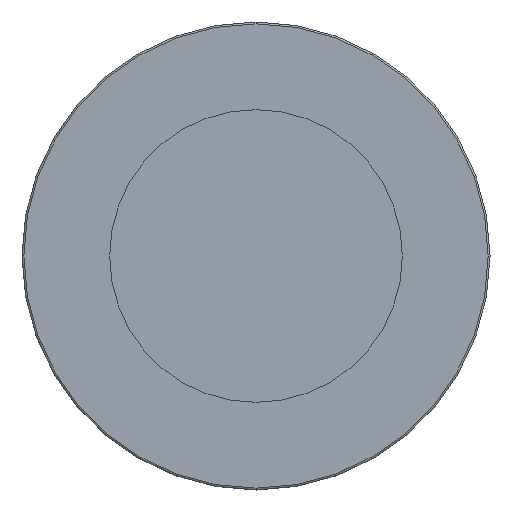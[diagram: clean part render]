
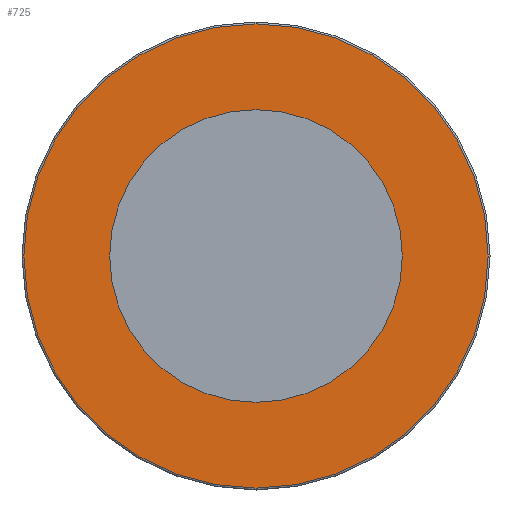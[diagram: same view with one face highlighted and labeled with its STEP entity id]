
A CAD part, front view. The second image highlights one B-rep face of the part: STEP entity #725.
In plain terms, the highlighted planar face has unit normal (0, -1, 0).
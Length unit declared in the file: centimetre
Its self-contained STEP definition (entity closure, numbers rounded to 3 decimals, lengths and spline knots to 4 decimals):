
#85 = DIRECTION ( 'NONE',  ( 0., 0., 1. ) ) ;
#262 = DIRECTION ( 'NONE',  ( 0., 0., 1. ) ) ;
#310 = VERTEX_POINT ( 'NONE', #2354 ) ;
#438 = AXIS2_PLACEMENT_3D ( 'NONE', #1806, #1045, #2442 ) ;
#468 = FACE_BOUND ( 'NONE', #971, .T. ) ;
#480 = CARTESIAN_POINT ( 'NONE',  ( 0., 4.72, 0. ) ) ;
#487 = CARTESIAN_POINT ( 'NONE',  ( 0., 4.72, 3.94 ) ) ;
#628 = ORIENTED_EDGE ( 'NONE', *, *, #860, .T. ) ;
#629 = DIRECTION ( 'NONE',  ( 0., 1., 0. ) ) ;
#713 = DIRECTION ( 'NONE',  ( 0., 0., 1. ) ) ;
#725 = ADVANCED_FACE ( 'NONE', ( #2395, #468 ), #1419, .F. ) ;
#760 = DIRECTION ( 'NONE',  ( 0., 1., 0. ) ) ;
#841 = CARTESIAN_POINT ( 'NONE',  ( 0., 4.72, -6.25 ) ) ;
#860 = EDGE_CURVE ( 'NONE', #310, #1123, #1376, .T. ) ;
#921 = AXIS2_PLACEMENT_3D ( 'NONE', #1881, #2301, #85 ) ;
#971 = EDGE_LOOP ( 'NONE', ( #628, #1060 ) ) ;
#983 = EDGE_CURVE ( 'NONE', #1885, #1557, #1133, .T. ) ;
#997 = CARTESIAN_POINT ( 'NONE',  ( 0., 4.72, 0. ) ) ;
#1045 = DIRECTION ( 'NONE',  ( 0., -1., 0. ) ) ;
#1048 = CIRCLE ( 'NONE', #438, 6.25 ) ;
#1060 = ORIENTED_EDGE ( 'NONE', *, *, #2172, .T. ) ;
#1123 = VERTEX_POINT ( 'NONE', #487 ) ;
#1133 = CIRCLE ( 'NONE', #1380, 6.25 ) ;
#1144 = EDGE_CURVE ( 'NONE', #1557, #1885, #1048, .T. ) ;
#1150 = EDGE_LOOP ( 'NONE', ( #2283, #1518 ) ) ;
#1376 = CIRCLE ( 'NONE', #921, 3.94 ) ;
#1380 = AXIS2_PLACEMENT_3D ( 'NONE', #480, #2484, #713 ) ;
#1419 = PLANE ( 'NONE',  #2291 ) ;
#1518 = ORIENTED_EDGE ( 'NONE', *, *, #983, .T. ) ;
#1546 = DIRECTION ( 'NONE',  ( 0., 0., 1. ) ) ;
#1557 = VERTEX_POINT ( 'NONE', #1651 ) ;
#1612 = AXIS2_PLACEMENT_3D ( 'NONE', #2353, #760, #1546 ) ;
#1651 = CARTESIAN_POINT ( 'NONE',  ( 0., 4.72, 6.25 ) ) ;
#1806 = CARTESIAN_POINT ( 'NONE',  ( 0., 4.72, 0. ) ) ;
#1881 = CARTESIAN_POINT ( 'NONE',  ( 0., 4.72, 0. ) ) ;
#1885 = VERTEX_POINT ( 'NONE', #841 ) ;
#2172 = EDGE_CURVE ( 'NONE', #1123, #310, #2488, .T. ) ;
#2283 = ORIENTED_EDGE ( 'NONE', *, *, #1144, .T. ) ;
#2291 = AXIS2_PLACEMENT_3D ( 'NONE', #997, #629, #262 ) ;
#2301 = DIRECTION ( 'NONE',  ( 0., 1., 0. ) ) ;
#2353 = CARTESIAN_POINT ( 'NONE',  ( 0., 4.72, 0. ) ) ;
#2354 = CARTESIAN_POINT ( 'NONE',  ( 0., 4.72, -3.94 ) ) ;
#2395 = FACE_OUTER_BOUND ( 'NONE', #1150, .T. ) ;
#2442 = DIRECTION ( 'NONE',  ( 0., 0., 1. ) ) ;
#2484 = DIRECTION ( 'NONE',  ( 0., -1., 0. ) ) ;
#2488 = CIRCLE ( 'NONE', #1612, 3.94 ) ;
